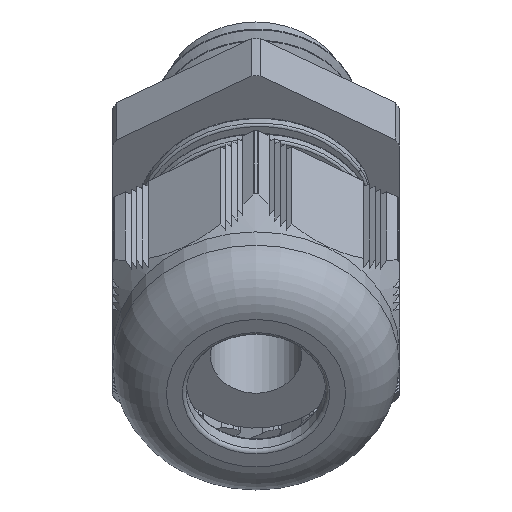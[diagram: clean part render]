
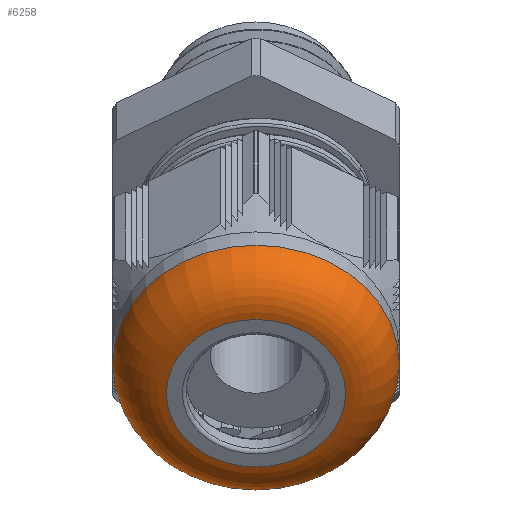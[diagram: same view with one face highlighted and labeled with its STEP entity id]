
A CAD part, front view. The second image highlights one B-rep face of the part: STEP entity #6258.
In plain terms, the highlighted toroidal (fillet/blend) face has major radius 6.87 mm and minor radius 4.09 mm.
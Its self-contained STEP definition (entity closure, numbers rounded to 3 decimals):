
#34=TOROIDAL_SURFACE('',#6672,6.87,4.09);
#396=FACE_BOUND('',#1922,.T.);
#1573=FACE_OUTER_BOUND('',#1921,.T.);
#1921=EDGE_LOOP('',(#4812));
#1922=EDGE_LOOP('',(#4813));
#2175=CIRCLE('',#6559,6.87);
#2177=CIRCLE('',#6673,10.96);
#2741=VERTEX_POINT('',#10837);
#2743=VERTEX_POINT('',#11377);
#3380=EDGE_CURVE('',#2741,#2741,#2175,.T.);
#3482=EDGE_CURVE('',#2743,#2743,#2177,.T.);
#4812=ORIENTED_EDGE('',*,*,#3482,.F.);
#4813=ORIENTED_EDGE('',*,*,#3380,.T.);
#6258=ADVANCED_FACE('',(#1573,#396),#34,.T.);
#6559=AXIS2_PLACEMENT_3D('',#10838,#7372,#7373);
#6672=AXIS2_PLACEMENT_3D('',#11376,#7697,#7698);
#6673=AXIS2_PLACEMENT_3D('',#11378,#7699,#7700);
#7372=DIRECTION('center_axis',(1.,0.,0.));
#7373=DIRECTION('ref_axis',(0.,0.,-1.));
#7697=DIRECTION('center_axis',(1.,0.,0.));
#7698=DIRECTION('ref_axis',(0.,0.,-1.));
#7699=DIRECTION('center_axis',(1.,0.,0.));
#7700=DIRECTION('ref_axis',(0.,0.,-1.));
#10837=CARTESIAN_POINT('',(-17.12,6.87,0.));
#10838=CARTESIAN_POINT('Origin',(-17.12,0.,0.));
#11376=CARTESIAN_POINT('Origin',(-13.03,0.,0.));
#11377=CARTESIAN_POINT('',(-13.03,10.96,0.));
#11378=CARTESIAN_POINT('Origin',(-13.03,0.,0.));
